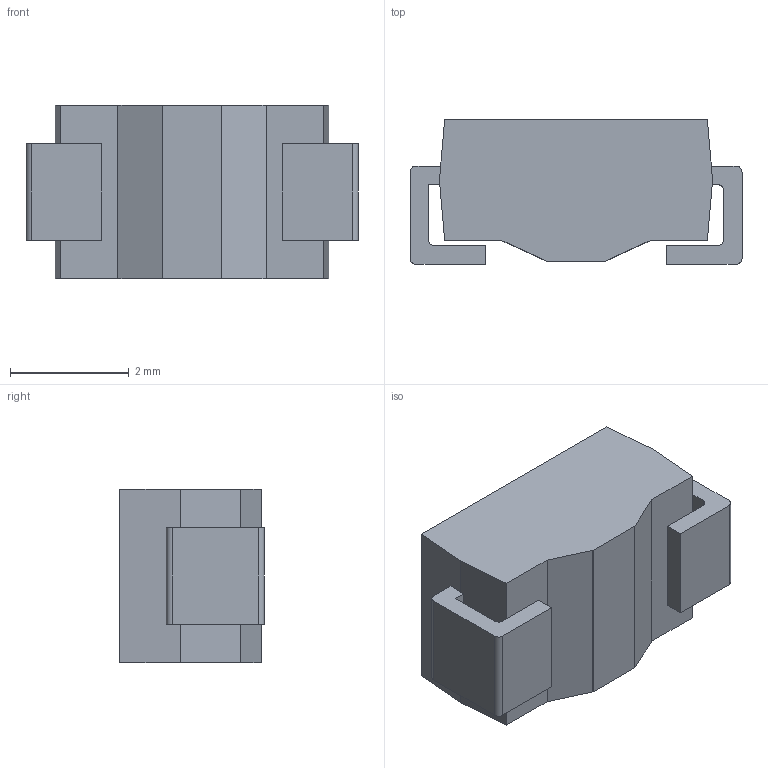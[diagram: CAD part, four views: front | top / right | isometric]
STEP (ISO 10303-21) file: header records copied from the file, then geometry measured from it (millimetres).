
FILE_DESCRIPTION((''),'2;1');
FILE_NAME('CD214A','2012-07-17T',('ryans'),('Bourns, Inc.'),'PRO/ENGINEER BY PARAMETRIC TECHNOLOGY CORPORATION, 2010100','PRO/ENGINEER BY PARAMETRIC TECHNOLOGY CORPORATION, 2010100','');
FILE_SCHEMA(('CONFIG_CONTROL_DESIGN'));
Length unit declared in the file: millimetre
Products named in the file (1): CD214A
Bounding box: 5.59 x 2.43 x 2.92 mm (x, y, z)
Volume: 31.4 mm3; surface area: 79.1 mm2
Topology: 1 solids, 1 shells, 41 faces, 117 edges, 78 vertices
Faces by surface type: plane 33, cylinder 8
Entity records: 1367 total; most frequent: CARTESIAN_POINT 242, ORIENTED_EDGE 234, DIRECTION 213, EDGE_CURVE 117, VECTOR 99, LINE 99, VERTEX_POINT 78, AXIS2_PLACEMENT_3D 57
